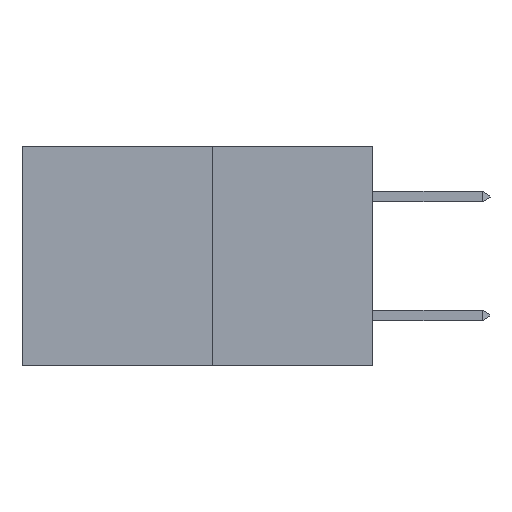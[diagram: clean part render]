
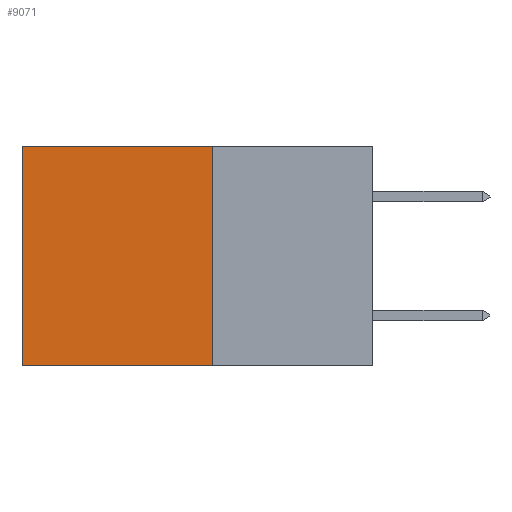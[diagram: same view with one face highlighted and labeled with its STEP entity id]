
A CAD part, left-side view. The second image highlights one B-rep face of the part: STEP entity #9071.
In plain terms, the highlighted planar face has unit normal (-1, 0, 0).
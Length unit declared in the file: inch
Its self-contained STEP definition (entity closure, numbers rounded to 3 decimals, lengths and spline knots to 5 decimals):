
#446 = CARTESIAN_POINT ( 'NONE',  ( 0.277, 0.27, 0. ) ) ;
#563 = CARTESIAN_POINT ( 'NONE',  ( 0.277, 0.27, -0.37 ) ) ;
#1775 = DIRECTION ( 'NONE',  ( 0., 0., -1. ) ) ;
#2600 = CARTESIAN_POINT ( 'NONE',  ( 0.277, 0.59, 0. ) ) ;
#3190 = EDGE_LOOP ( 'NONE', ( #11526, #6876, #7574, #8101 ) ) ;
#3218 = CARTESIAN_POINT ( 'NONE',  ( 0.277, 0.27, -0.37 ) ) ;
#3251 = DIRECTION ( 'NONE',  ( 0., 0., -1. ) ) ;
#3254 = CARTESIAN_POINT ( 'NONE',  ( 0.277, 0.27, -0.37 ) ) ;
#3394 = VERTEX_POINT ( 'NONE', #8001 ) ;
#3626 = VECTOR ( 'NONE', #3251, 39.37008 ) ;
#3830 = DIRECTION ( 'NONE',  ( 0., 0., -1. ) ) ;
#4008 = CARTESIAN_POINT ( 'NONE',  ( 0.277, 0.59, -0.37 ) ) ;
#4015 = VECTOR ( 'NONE', #3830, 39.37008 ) ;
#4917 = VERTEX_POINT ( 'NONE', #2600 ) ;
#5056 = VECTOR ( 'NONE', #8834, 39.37008 ) ;
#5517 = EDGE_CURVE ( 'NONE', #4917, #12939, #13368, .T. ) ;
#5557 = EDGE_CURVE ( 'NONE', #3394, #12621, #13015, .T. ) ;
#6711 = EDGE_CURVE ( 'NONE', #12621, #12939, #8607, .T. ) ;
#6876 = ORIENTED_EDGE ( 'NONE', *, *, #6711, .F. ) ;
#7574 = ORIENTED_EDGE ( 'NONE', *, *, #5557, .F. ) ;
#7891 = VECTOR ( 'NONE', #12660, 39.37008 ) ;
#8001 = CARTESIAN_POINT ( 'NONE',  ( 0.277, 0.27, 0. ) ) ;
#8101 = ORIENTED_EDGE ( 'NONE', *, *, #9010, .T. ) ;
#8190 = LINE ( 'NONE', #446, #5056 ) ;
#8607 = LINE ( 'NONE', #3218, #7891 ) ;
#8834 = DIRECTION ( 'NONE',  ( 0., 1., 0. ) ) ;
#8934 = DIRECTION ( 'NONE',  ( 1., 0., 0. ) ) ;
#9010 = EDGE_CURVE ( 'NONE', #3394, #4917, #8190, .T. ) ;
#9071 = ADVANCED_FACE ( 'NONE', ( #9800 ), #10042, .F. ) ;
#9800 = FACE_OUTER_BOUND ( 'NONE', #3190, .T. ) ;
#10042 = PLANE ( 'NONE',  #13776 ) ;
#11128 = CARTESIAN_POINT ( 'NONE',  ( 0.277, 0.59, -0.37 ) ) ;
#11526 = ORIENTED_EDGE ( 'NONE', *, *, #5517, .T. ) ;
#12621 = VERTEX_POINT ( 'NONE', #14135 ) ;
#12660 = DIRECTION ( 'NONE',  ( 0., 1., 0. ) ) ;
#12939 = VERTEX_POINT ( 'NONE', #11128 ) ;
#13015 = LINE ( 'NONE', #3254, #3626 ) ;
#13368 = LINE ( 'NONE', #4008, #4015 ) ;
#13776 = AXIS2_PLACEMENT_3D ( 'NONE', #563, #8934, #1775 ) ;
#14135 = CARTESIAN_POINT ( 'NONE',  ( 0.277, 0.27, -0.37 ) ) ;
